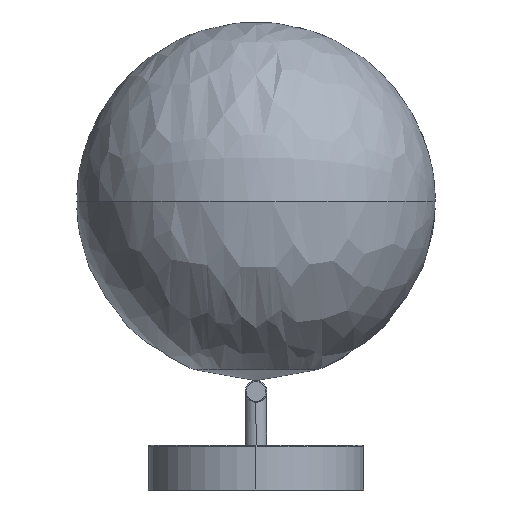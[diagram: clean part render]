
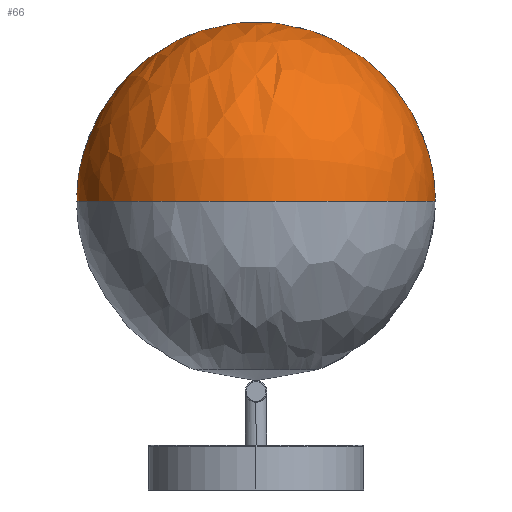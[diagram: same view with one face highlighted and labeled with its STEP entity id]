
A CAD part, left-side view. The second image highlights one B-rep face of the part: STEP entity #66.
In plain terms, the highlighted free-form (B-spline) face has degree [2, 2] with [5, 5] control points.
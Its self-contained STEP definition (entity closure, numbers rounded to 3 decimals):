
#66=ADVANCED_FACE('',(#89),#300,.T.);
#89=FACE_OUTER_BOUND('',#114,.T.);
#114=EDGE_LOOP('',(#185,#186));
#185=ORIENTED_EDGE('',*,*,#226,.T.);
#186=ORIENTED_EDGE('',*,*,#224,.F.);
#224=EDGE_CURVE('',#286,#287,#258,.T.);
#226=EDGE_CURVE('',#286,#287,#259,.T.);
#258=(
BOUNDED_CURVE()
B_SPLINE_CURVE(2,(#1135,#1136,#1137,#1138,#1139),.UNSPECIFIED.,.F.,.F.)
B_SPLINE_CURVE_WITH_KNOTS((3,2,3),(-157.08,0.,157.08),
 .UNSPECIFIED.)
CURVE()
GEOMETRIC_REPRESENTATION_ITEM()
RATIONAL_B_SPLINE_CURVE((1.,0.707,1.,0.707,1.))
REPRESENTATION_ITEM('')
);
#259=(
BOUNDED_CURVE()
B_SPLINE_CURVE(2,(#1201,#1202,#1203,#1204,#1205),.UNSPECIFIED.,.F.,.F.)
B_SPLINE_CURVE_WITH_KNOTS((3,2,3),(-157.08,0.,157.08),
 .UNSPECIFIED.)
CURVE()
GEOMETRIC_REPRESENTATION_ITEM()
RATIONAL_B_SPLINE_CURVE((1.,0.707,1.,0.707,1.))
REPRESENTATION_ITEM('')
);
#286=VERTEX_POINT('',#1132);
#287=VERTEX_POINT('',#1133);
#300=(
BOUNDED_SURFACE()
B_SPLINE_SURFACE(2,2,((#1107,#1108,#1109,#1110,#1111),(#1112,#1113,#1114,
#1115,#1116),(#1117,#1118,#1119,#1120,#1121),(#1122,#1123,#1124,#1125,#1126),
(#1127,#1128,#1129,#1130,#1131)),.UNSPECIFIED.,.F.,.F.,.F.)
B_SPLINE_SURFACE_WITH_KNOTS((3,2,3),(3,2,3),(-157.08,0.,157.08),
(314.159,471.239,628.319),.UNSPECIFIED.)
GEOMETRIC_REPRESENTATION_ITEM()
RATIONAL_B_SPLINE_SURFACE(((1.,0.707,1.,0.707,1.),
(0.707,0.5,0.707,0.5,0.707),(1.,0.707,
1.,0.707,1.),(0.707,0.5,0.707,0.5,0.707),
(1.,0.707,1.,0.707,1.)))
REPRESENTATION_ITEM('')
SURFACE()
);
#1107=CARTESIAN_POINT('',(-155.,100.,161.));
#1108=CARTESIAN_POINT('',(-155.,100.,161.));
#1109=CARTESIAN_POINT('',(-155.,100.,161.));
#1110=CARTESIAN_POINT('',(-155.,100.,161.));
#1111=CARTESIAN_POINT('',(-155.,100.,161.));
#1112=CARTESIAN_POINT('',(-255.,100.,161.));
#1113=CARTESIAN_POINT('',(-255.,100.,261.));
#1114=CARTESIAN_POINT('',(-155.,100.,261.));
#1115=CARTESIAN_POINT('',(-55.,100.,261.));
#1116=CARTESIAN_POINT('',(-55.,100.,161.));
#1117=CARTESIAN_POINT('',(-255.,0.,161.));
#1118=CARTESIAN_POINT('',(-255.,0.,261.));
#1119=CARTESIAN_POINT('',(-155.,0.,261.));
#1120=CARTESIAN_POINT('',(-55.,0.,261.));
#1121=CARTESIAN_POINT('',(-55.,0.,161.));
#1122=CARTESIAN_POINT('',(-255.,-100.,161.));
#1123=CARTESIAN_POINT('',(-255.,-100.,261.));
#1124=CARTESIAN_POINT('',(-155.,-100.,261.));
#1125=CARTESIAN_POINT('',(-55.,-100.,261.));
#1126=CARTESIAN_POINT('',(-55.,-100.,161.));
#1127=CARTESIAN_POINT('',(-155.,-100.,161.));
#1128=CARTESIAN_POINT('',(-155.,-100.,161.));
#1129=CARTESIAN_POINT('',(-155.,-100.,161.));
#1130=CARTESIAN_POINT('',(-155.,-100.,161.));
#1131=CARTESIAN_POINT('',(-155.,-100.,161.));
#1132=CARTESIAN_POINT('',(-155.,100.,161.));
#1133=CARTESIAN_POINT('',(-155.,-100.,161.));
#1135=CARTESIAN_POINT('',(-155.,100.,161.));
#1136=CARTESIAN_POINT('',(-55.,100.,161.));
#1137=CARTESIAN_POINT('',(-55.,0.,161.));
#1138=CARTESIAN_POINT('',(-55.,-100.,161.));
#1139=CARTESIAN_POINT('',(-155.,-100.,161.));
#1201=CARTESIAN_POINT('',(-155.,100.,161.));
#1202=CARTESIAN_POINT('',(-255.,100.,161.));
#1203=CARTESIAN_POINT('',(-255.,0.,161.));
#1204=CARTESIAN_POINT('',(-255.,-100.,161.));
#1205=CARTESIAN_POINT('',(-155.,-100.,161.));
